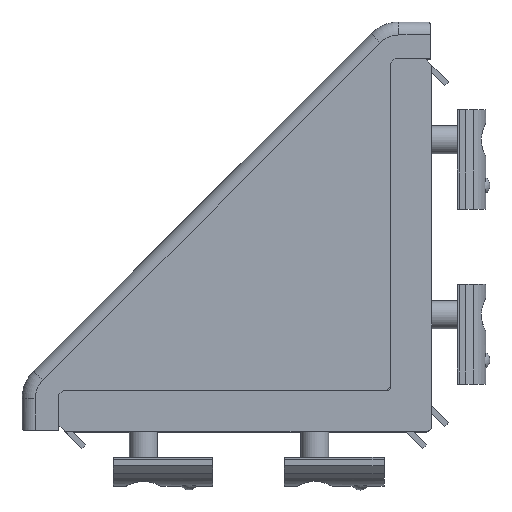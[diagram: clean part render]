
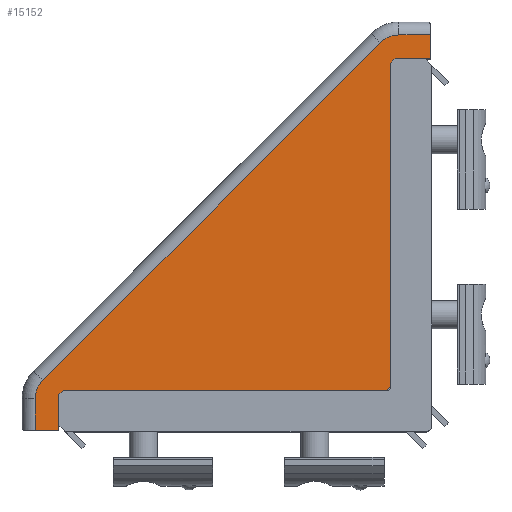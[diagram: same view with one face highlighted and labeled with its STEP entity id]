
A CAD part, top view. The second image highlights one B-rep face of the part: STEP entity #15152.
In plain terms, the highlighted face is planar.
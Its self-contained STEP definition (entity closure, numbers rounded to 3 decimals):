
#7841=CIRCLE('',#14465,6.);
#7842=CIRCLE('',#14466,6.);
#8755=ORIENTED_EDGE('',*,*,#11631,.F.);
#8756=ORIENTED_EDGE('',*,*,#11632,.F.);
#8757=ORIENTED_EDGE('',*,*,#11633,.F.);
#8758=ORIENTED_EDGE('',*,*,#11634,.F.);
#8759=ORIENTED_EDGE('',*,*,#11635,.F.);
#8760=ORIENTED_EDGE('',*,*,#11636,.F.);
#8761=ORIENTED_EDGE('',*,*,#11628,.F.);
#8762=ORIENTED_EDGE('',*,*,#11637,.T.);
#8763=ORIENTED_EDGE('',*,*,#11638,.F.);
#8764=ORIENTED_EDGE('',*,*,#11639,.F.);
#8765=ORIENTED_EDGE('',*,*,#11640,.F.);
#8766=ORIENTED_EDGE('',*,*,#11641,.F.);
#8767=ORIENTED_EDGE('',*,*,#11642,.F.);
#8768=ORIENTED_EDGE('',*,*,#11643,.F.);
#9832=VECTOR('',#13476,1.);
#9835=VECTOR('',#13481,1.);
#9836=VECTOR('',#13482,1.);
#9837=VECTOR('',#13483,1.);
#9838=VECTOR('',#13484,1.);
#9839=VECTOR('',#13485,1.);
#9840=VECTOR('',#13486,1.);
#9841=VECTOR('',#13487,1.);
#9842=VECTOR('',#13488,1.);
#9843=VECTOR('',#13489,1.);
#9844=VECTOR('',#13492,1.);
#9845=VECTOR('',#13495,1.);
#10458=LINE('',#16207,#9832);
#10461=LINE('',#16213,#9835);
#10462=LINE('',#16215,#9836);
#10463=LINE('',#16217,#9837);
#10464=LINE('',#16219,#9838);
#10465=LINE('',#16221,#9839);
#10466=LINE('',#16222,#9840);
#10467=LINE('',#16224,#9841);
#10468=LINE('',#16226,#9842);
#10469=LINE('',#16228,#9843);
#10470=LINE('',#16232,#9844);
#10471=LINE('',#16235,#9845);
#10975=VERTEX_POINT('',#16205);
#10976=VERTEX_POINT('',#16206);
#10977=VERTEX_POINT('',#16211);
#10978=VERTEX_POINT('',#16212);
#10979=VERTEX_POINT('',#16214);
#10980=VERTEX_POINT('',#16216);
#10981=VERTEX_POINT('',#16218);
#10982=VERTEX_POINT('',#16220);
#10983=VERTEX_POINT('',#16223);
#10984=VERTEX_POINT('',#16225);
#10985=VERTEX_POINT('',#16227);
#10986=VERTEX_POINT('',#16229);
#10987=VERTEX_POINT('',#16231);
#10988=VERTEX_POINT('',#16233);
#11628=EDGE_CURVE('',#10975,#10976,#10458,.T.);
#11631=EDGE_CURVE('',#10977,#10978,#10461,.T.);
#11632=EDGE_CURVE('',#10979,#10977,#10462,.T.);
#11633=EDGE_CURVE('',#10980,#10979,#10463,.T.);
#11634=EDGE_CURVE('',#10981,#10980,#10464,.T.);
#11635=EDGE_CURVE('',#10982,#10981,#10465,.T.);
#11636=EDGE_CURVE('',#10976,#10982,#10466,.T.);
#11637=EDGE_CURVE('',#10975,#10983,#10467,.T.);
#11638=EDGE_CURVE('',#10984,#10983,#10468,.T.);
#11639=EDGE_CURVE('',#10985,#10984,#10469,.T.);
#11640=EDGE_CURVE('',#10986,#10985,#7841,.T.);
#11641=EDGE_CURVE('',#10987,#10986,#10470,.T.);
#11642=EDGE_CURVE('',#10988,#10987,#7842,.T.);
#11643=EDGE_CURVE('',#10978,#10988,#10471,.T.);
#12106=EDGE_LOOP('',(#8755,#8756,#8757,#8758,#8759,#8760,#8761,#8762,#8763,
#8764,#8765,#8766,#8767,#8768));
#12492=FACE_BOUND('',#12106,.T.);
#13476=DIRECTION('',(-1.414,0.,0.));
#13479=DIRECTION('',(0.,0.,-1.));
#13480=DIRECTION('',(0.,1.,0.));
#13481=DIRECTION('',(-3.879,-3.879,0.));
#13482=DIRECTION('',(-5.75,5.75,0.));
#13483=DIRECTION('',(-1.439,0.,0.));
#13484=DIRECTION('',(-52.654,-52.679,0.));
#13485=DIRECTION('',(-1.414,0.,0.));
#13486=DIRECTION('',(-52.679,52.679,0.));
#13487=DIRECTION('',(5.749,5.749,0.));
#13488=DIRECTION('',(-3.878,3.878,0.));
#13489=DIRECTION('',(5.114,5.114,0.));
#13490=DIRECTION('',(0.,0.,1.));
#13491=DIRECTION('',(0.,-6.,0.));
#13492=DIRECTION('',(110.144,0.,0.));
#13493=DIRECTION('',(0.,0.,1.));
#13494=DIRECTION('',(-4.243,-4.243,0.));
#13495=DIRECTION('',(5.114,-5.114,0.));
#14464=AXIS2_PLACEMENT_3D('',#16210,#13479,#13480);
#14465=AXIS2_PLACEMENT_3D('',#16230,#13490,#13491);
#14466=AXIS2_PLACEMENT_3D('',#16234,#13493,#13494);
#14884=PLANE('',#14464);
#15152=ADVANCED_FACE('',(#12492),#14884,.T.);
#16205=CARTESIAN_POINT('',(54.802,0.,0.));
#16206=CARTESIAN_POINT('',(53.387,0.,0.));
#16207=CARTESIAN_POINT('',(54.802,0.,0.));
#16210=CARTESIAN_POINT('',(0.,0.,0.));
#16211=CARTESIAN_POINT('',(-60.55,5.75,0.));
#16212=CARTESIAN_POINT('',(-64.429,1.871,0.));
#16213=CARTESIAN_POINT('',(-60.55,5.75,0.));
#16214=CARTESIAN_POINT('',(-54.8,0.,0.));
#16215=CARTESIAN_POINT('',(-54.8,0.,0.));
#16216=CARTESIAN_POINT('',(-53.361,0.,0.));
#16217=CARTESIAN_POINT('',(-53.361,0.,0.));
#16218=CARTESIAN_POINT('',(-0.706,52.679,0.));
#16219=CARTESIAN_POINT('',(-0.706,52.679,0.));
#16220=CARTESIAN_POINT('',(0.708,52.679,0.));
#16221=CARTESIAN_POINT('',(0.708,52.679,0.));
#16222=CARTESIAN_POINT('',(53.387,0.,0.));
#16223=CARTESIAN_POINT('',(60.551,5.749,0.));
#16224=CARTESIAN_POINT('',(54.802,0.,0.));
#16225=CARTESIAN_POINT('',(64.429,1.871,0.));
#16226=CARTESIAN_POINT('',(64.429,1.871,0.));
#16227=CARTESIAN_POINT('',(59.315,-3.243,0.));
#16228=CARTESIAN_POINT('',(59.315,-3.243,0.));
#16229=CARTESIAN_POINT('',(55.072,-5.,0.));
#16230=CARTESIAN_POINT('',(55.072,1.,0.));
#16231=CARTESIAN_POINT('',(-55.072,-5.,0.));
#16232=CARTESIAN_POINT('',(-55.072,-5.,0.));
#16233=CARTESIAN_POINT('',(-59.315,-3.243,0.));
#16234=CARTESIAN_POINT('',(-55.072,1.,0.));
#16235=CARTESIAN_POINT('',(-64.429,1.871,0.));
